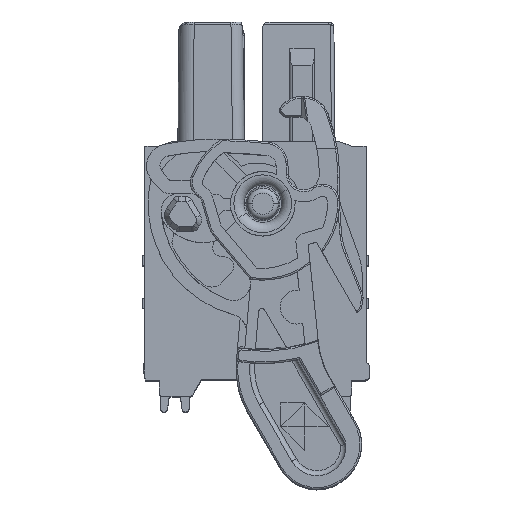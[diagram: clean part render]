
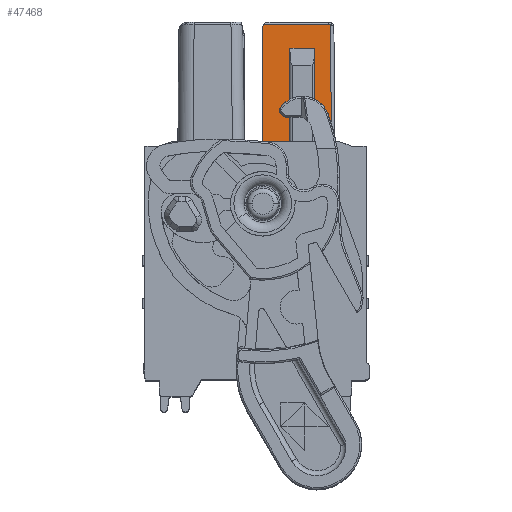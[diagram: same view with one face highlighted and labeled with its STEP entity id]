
A CAD part, top view. The second image highlights one B-rep face of the part: STEP entity #47468.
In plain terms, the highlighted planar face has unit normal (0, 0.009, 1).
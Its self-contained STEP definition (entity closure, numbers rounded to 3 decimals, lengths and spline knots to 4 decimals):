
#8635=DIRECTION('',(1.,0.,0.));
#8636=VECTOR('',#8635,1.45);
#8637=CARTESIAN_POINT('',(8.535,19.5029,15.3732));
#8638=LINE('',#8637,#8636);
#8668=DIRECTION('',(0.,1.,-0.009));
#8669=VECTOR('',#8668,5.5031);
#8670=CARTESIAN_POINT('',(8.535,14.,15.42));
#8671=LINE('',#8670,#8669);
#8676=CARTESIAN_POINT('',(6.9468,20.7828,15.3623));
#8677=CARTESIAN_POINT('',(6.9483,20.7967,15.3622));
#8678=CARTESIAN_POINT('',(6.9533,20.8242,15.3619));
#8679=CARTESIAN_POINT('',(6.9665,20.8641,15.3616));
#8680=CARTESIAN_POINT('',(6.9788,20.8891,15.3614));
#8681=CARTESIAN_POINT('',(6.9859,20.9013,15.3613));
#8683=DIRECTION('',(1.,0.,0.));
#8684=VECTOR('',#8683,3.8364);
#8685=CARTESIAN_POINT('',(6.9859,20.9013,15.3613));
#8686=LINE('',#8685,#8684);
#8687=DIRECTION('',(0.008,-1.,0.009));
#8688=VECTOR('',#8687,6.1134);
#8689=CARTESIAN_POINT('',(10.9215,20.8639,15.3616));
#8690=LINE('',#8689,#8688);
#8691=DIRECTION('',(0.,-1.,0.009));
#8692=VECTOR('',#8691,0.7509);
#8693=CARTESIAN_POINT('',(10.97,14.7509,15.4136));
#8694=LINE('',#8693,#8692);
#8695=DIRECTION('',(-1.,0.,0.));
#8696=VECTOR('',#8695,0.985);
#8697=CARTESIAN_POINT('',(10.97,14.,15.42));
#8698=LINE('',#8697,#8696);
#8699=DIRECTION('',(-1.,0.,0.));
#8700=VECTOR('',#8699,1.59);
#8701=CARTESIAN_POINT('',(8.535,14.,15.42));
#8702=LINE('',#8701,#8700);
#8703=CARTESIAN_POINT('',(6.945,20.6472,15.3634));
#8704=CARTESIAN_POINT('',(6.945,20.6623,15.3633));
#8705=CARTESIAN_POINT('',(6.9451,20.6924,15.363));
#8706=CARTESIAN_POINT('',(6.9457,20.7376,15.3627));
#8707=CARTESIAN_POINT('',(6.9464,20.7677,15.3624));
#8708=CARTESIAN_POINT('',(6.9468,20.7828,15.3623));
#8759=DIRECTION('',(0.,-1.,0.009));
#8760=VECTOR('',#8759,6.6474);
#8761=CARTESIAN_POINT('',(6.945,20.6472,15.3634));
#8762=LINE('',#8761,#8760);
#9117=CARTESIAN_POINT('',(10.9215,20.8639,15.3616));
#9118=CARTESIAN_POINT('',(10.9122,20.872,15.3615));
#9119=CARTESIAN_POINT('',(10.8924,20.8855,15.3614));
#9120=CARTESIAN_POINT('',(10.8582,20.8985,15.3613));
#9121=CARTESIAN_POINT('',(10.8346,20.901,15.3613));
#9122=CARTESIAN_POINT('',(10.8224,20.9009,15.3613));
#9243=DIRECTION('',(0.,-1.,0.009));
#9244=VECTOR('',#9243,5.5031);
#9245=CARTESIAN_POINT('',(9.985,19.5029,15.3732));
#9246=LINE('',#9245,#9244);
#31486=CARTESIAN_POINT('',(6.945,14.,15.42));
#31487=VERTEX_POINT('',#31486);
#31488=CARTESIAN_POINT('',(8.535,14.,15.42));
#31489=VERTEX_POINT('',#31488);
#31600=CARTESIAN_POINT('',(9.985,14.,15.42));
#31601=VERTEX_POINT('',#31600);
#31602=CARTESIAN_POINT('',(10.97,14.,15.42));
#31603=VERTEX_POINT('',#31602);
#31615=CARTESIAN_POINT('',(8.535,19.5029,15.3732));
#31616=VERTEX_POINT('',#31615);
#31617=CARTESIAN_POINT('',(9.985,19.5029,15.3732));
#31618=VERTEX_POINT('',#31617);
#31619=VERTEX_POINT('',#8676);
#31620=VERTEX_POINT('',#8681);
#31621=CARTESIAN_POINT('',(10.8224,20.9009,15.3613));
#31622=VERTEX_POINT('',#31621);
#31623=VERTEX_POINT('',#9117);
#31624=CARTESIAN_POINT('',(10.97,14.7509,15.4136));
#31625=VERTEX_POINT('',#31624);
#31626=CARTESIAN_POINT('',(6.945,20.6472,15.3634));
#31627=VERTEX_POINT('',#31626);
#47441=CARTESIAN_POINT('',(6.51,21.05,15.36));
#47442=DIRECTION('',(0.,0.009,1.));
#47443=DIRECTION('',(0.,-1.,0.009));
#47444=AXIS2_PLACEMENT_3D('',#47441,#47442,#47443);
#47445=PLANE('',#47444);
#47447=ORIENTED_EDGE('',*,*,#47446,.T.);
#47449=ORIENTED_EDGE('',*,*,#47448,.T.);
#47451=ORIENTED_EDGE('',*,*,#47450,.F.);
#47453=ORIENTED_EDGE('',*,*,#47452,.T.);
#47455=ORIENTED_EDGE('',*,*,#47454,.T.);
#47456=ORIENTED_EDGE('',*,*,#47258,.T.);
#47458=ORIENTED_EDGE('',*,*,#47457,.F.);
#47459=ORIENTED_EDGE('',*,*,#47394,.F.);
#47460=ORIENTED_EDGE('',*,*,#47435,.F.);
#47461=ORIENTED_EDGE('',*,*,#46320,.T.);
#47463=ORIENTED_EDGE('',*,*,#47462,.F.);
#47465=ORIENTED_EDGE('',*,*,#47464,.T.);
#47466=EDGE_LOOP('',(#47447,#47449,#47451,#47453,#47455,#47456,#47458,#47459,
#47460,#47461,#47463,#47465));
#47467=FACE_OUTER_BOUND('',#47466,.F.);
#47468=ADVANCED_FACE('',(#47467),#47445,.T.);
#8682=B_SPLINE_CURVE_WITH_KNOTS('',3,(#8676,#8677,#8678,#8679,#8680,#8681),
.UNSPECIFIED.,.F.,.F.,(4,1,1,4),(0.,0.3333,0.6667,1.),
.UNSPECIFIED.);
#8709=B_SPLINE_CURVE_WITH_KNOTS('',3,(#8703,#8704,#8705,#8706,#8707,#8708),
.UNSPECIFIED.,.F.,.F.,(4,1,1,4),(0.,0.3333,0.6667,1.),
.UNSPECIFIED.);
#9123=B_SPLINE_CURVE_WITH_KNOTS('',3,(#9117,#9118,#9119,#9120,#9121,#9122),
.UNSPECIFIED.,.F.,.F.,(4,1,1,4),(0.,0.3333,0.6667,1.),
.UNSPECIFIED.);
#46320=EDGE_CURVE('',#31489,#31487,#8702,.T.);
#47258=EDGE_CURVE('',#31603,#31601,#8698,.T.);
#47394=EDGE_CURVE('',#31616,#31618,#8638,.T.);
#47435=EDGE_CURVE('',#31489,#31616,#8671,.T.);
#47446=EDGE_CURVE('',#31619,#31620,#8682,.T.);
#47448=EDGE_CURVE('',#31620,#31622,#8686,.T.);
#47450=EDGE_CURVE('',#31623,#31622,#9123,.T.);
#47452=EDGE_CURVE('',#31623,#31625,#8690,.T.);
#47454=EDGE_CURVE('',#31625,#31603,#8694,.T.);
#47457=EDGE_CURVE('',#31618,#31601,#9246,.T.);
#47462=EDGE_CURVE('',#31627,#31487,#8762,.T.);
#47464=EDGE_CURVE('',#31627,#31619,#8709,.T.);
